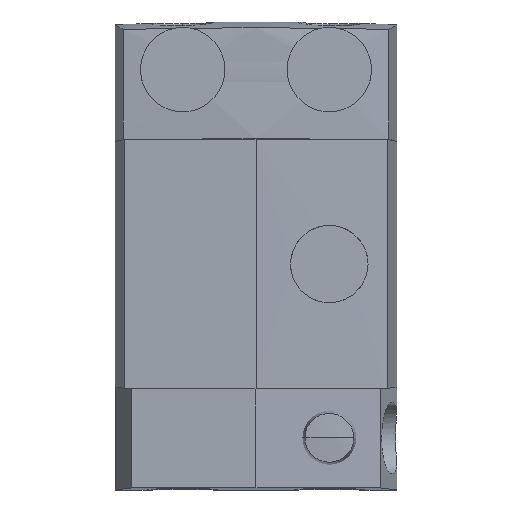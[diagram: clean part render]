
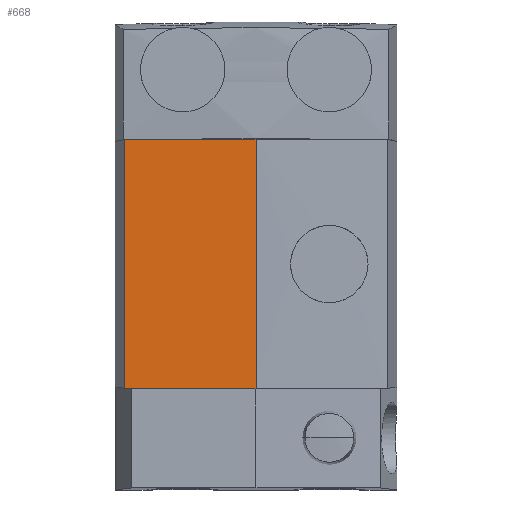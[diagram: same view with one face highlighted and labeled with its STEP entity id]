
A CAD part, top view. The second image highlights one B-rep face of the part: STEP entity #668.
In plain terms, the highlighted cylindrical face has radius 2500 mm (diameter 5000 mm), a partial arc.
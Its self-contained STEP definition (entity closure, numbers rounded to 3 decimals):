
#7 = EDGE_CURVE ( 'NONE', #4894, #3195, #279, .T. ) ;
#87 = ORIENTED_EDGE ( 'NONE', *, *, #4690, .F. ) ;
#279 = LINE ( 'NONE', #3156, #554 ) ;
#554 = VECTOR ( 'NONE', #5889, 1000. ) ;
#668 = ADVANCED_FACE ( 'NONE', ( #5230 ), #4278, .T. ) ;
#977 = CARTESIAN_POINT ( 'NONE',  ( -74.689, 106.272, 93.479 ) ) ;
#1021 = DIRECTION ( 'NONE',  ( 0., 1., 0. ) ) ;
#1033 =( BOUNDED_CURVE ( )  B_SPLINE_CURVE ( 3, ( #3333, #977, #4816, #5213 ),
 .UNSPECIFIED., .F., .T. ) 
 B_SPLINE_CURVE_WITH_KNOTS ( ( 4, 4 ),
 ( 6.238, 6.283 ),
 .UNSPECIFIED. ) 
 CURVE ( )  GEOMETRIC_REPRESENTATION_ITEM ( )  RATIONAL_B_SPLINE_CURVE ( ( 1., 1., 1., 1. ) ) 
 REPRESENTATION_ITEM ( '' )  );
#1087 = CARTESIAN_POINT ( 'NONE',  ( 0., -110., -2405.684 ) ) ;
#1154 = CARTESIAN_POINT ( 'NONE',  ( -112., 106.214, 91.806 ) ) ;
#1561 = CARTESIAN_POINT ( 'NONE',  ( -112., -106.214, 91.806 ) ) ;
#1602 = CARTESIAN_POINT ( 'NONE',  ( 0., -106.302, 94.316 ) ) ;
#1687 = VERTEX_POINT ( 'NONE', #1602 ) ;
#1881 =( BOUNDED_CURVE ( )  B_SPLINE_CURVE ( 3, ( #5072, #5582, #2281, #2253 ),
 .UNSPECIFIED., .F., .T. ) 
 B_SPLINE_CURVE_WITH_KNOTS ( ( 4, 4 ),
 ( 3.142, 3.186 ),
 .UNSPECIFIED. ) 
 CURVE ( )  GEOMETRIC_REPRESENTATION_ITEM ( )  RATIONAL_B_SPLINE_CURVE ( ( 1., 1., 1., 1. ) ) 
 REPRESENTATION_ITEM ( '' )  );
#1962 = VECTOR ( 'NONE', #4662, 1000. ) ;
#2221 = CARTESIAN_POINT ( 'NONE',  ( 0., -110., 94.316 ) ) ;
#2253 = CARTESIAN_POINT ( 'NONE',  ( -112., -106.214, 91.806 ) ) ;
#2281 = CARTESIAN_POINT ( 'NONE',  ( -74.689, -106.272, 93.479 ) ) ;
#2492 = VERTEX_POINT ( 'NONE', #2839 ) ;
#2559 = EDGE_LOOP ( 'NONE', ( #87, #3290, #5423, #2985 ) ) ;
#2839 = CARTESIAN_POINT ( 'NONE',  ( 0., 106.302, 94.316 ) ) ;
#2856 = LINE ( 'NONE', #2221, #1962 ) ;
#2926 = DIRECTION ( 'NONE',  ( 0., 0., 1. ) ) ;
#2985 = ORIENTED_EDGE ( 'NONE', *, *, #7, .F. ) ;
#3156 = CARTESIAN_POINT ( 'NONE',  ( -112., -110., 91.806 ) ) ;
#3195 = VERTEX_POINT ( 'NONE', #1154 ) ;
#3290 = ORIENTED_EDGE ( 'NONE', *, *, #4841, .T. ) ;
#3333 = CARTESIAN_POINT ( 'NONE',  ( -112., 106.214, 91.806 ) ) ;
#4278 = CYLINDRICAL_SURFACE ( 'NONE', #5760, 2500. ) ;
#4662 = DIRECTION ( 'NONE',  ( 0., 1., 0. ) ) ;
#4690 = EDGE_CURVE ( 'NONE', #1687, #4894, #1881, .T. ) ;
#4816 = CARTESIAN_POINT ( 'NONE',  ( -37.349, 106.302, 94.316 ) ) ;
#4841 = EDGE_CURVE ( 'NONE', #1687, #2492, #2856, .T. ) ;
#4894 = VERTEX_POINT ( 'NONE', #1561 ) ;
#5072 = CARTESIAN_POINT ( 'NONE',  ( 0., -106.302, 94.316 ) ) ;
#5213 = CARTESIAN_POINT ( 'NONE',  ( 0., 106.302, 94.316 ) ) ;
#5230 = FACE_OUTER_BOUND ( 'NONE', #2559, .T. ) ;
#5331 = EDGE_CURVE ( 'NONE', #3195, #2492, #1033, .T. ) ;
#5423 = ORIENTED_EDGE ( 'NONE', *, *, #5331, .F. ) ;
#5582 = CARTESIAN_POINT ( 'NONE',  ( -37.349, -106.302, 94.316 ) ) ;
#5760 = AXIS2_PLACEMENT_3D ( 'NONE', #1087, #1021, #2926 ) ;
#5889 = DIRECTION ( 'NONE',  ( 0., 1., 0. ) ) ;
